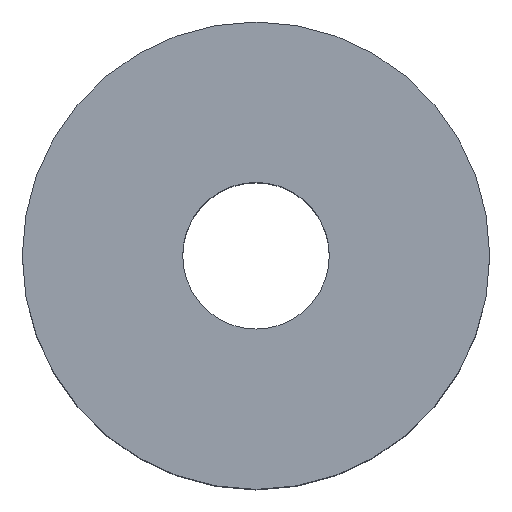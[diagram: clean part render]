
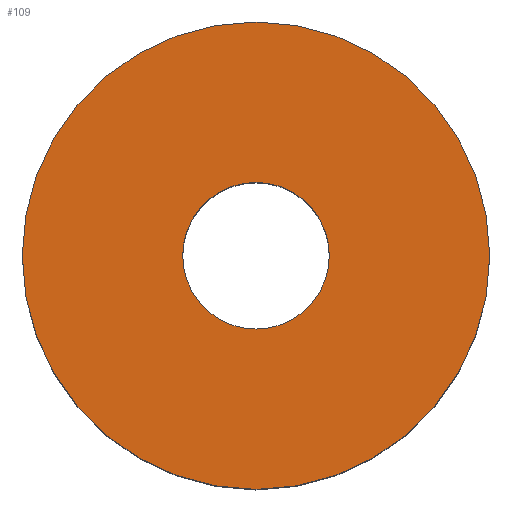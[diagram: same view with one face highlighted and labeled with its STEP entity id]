
A CAD part, top view. The second image highlights one B-rep face of the part: STEP entity #109.
In plain terms, the highlighted planar face has unit normal (0, 0, 1).
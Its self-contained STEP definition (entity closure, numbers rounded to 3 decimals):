
#28=FACE_BOUND('',#43,.T.);
#33=FACE_OUTER_BOUND('',#42,.T.);
#42=EDGE_LOOP('',(#85));
#43=EDGE_LOOP('',(#86));
#53=CIRCLE('',#142,5.65);
#54=CIRCLE('',#144,18.);
#61=VERTEX_POINT('',#199);
#62=VERTEX_POINT('',#203);
#70=EDGE_CURVE('',#61,#61,#53,.T.);
#71=EDGE_CURVE('',#62,#62,#54,.T.);
#85=ORIENTED_EDGE('',*,*,#71,.F.);
#86=ORIENTED_EDGE('',*,*,#70,.T.);
#104=PLANE('',#143);
#109=ADVANCED_FACE('',(#33,#28),#104,.T.);
#142=AXIS2_PLACEMENT_3D('',#201,#165,#166);
#143=AXIS2_PLACEMENT_3D('',#202,#167,#168);
#144=AXIS2_PLACEMENT_3D('',#204,#169,#170);
#165=DIRECTION('center_axis',(0.,0.,-1.));
#166=DIRECTION('ref_axis',(1.,0.,0.));
#167=DIRECTION('center_axis',(0.,0.,1.));
#168=DIRECTION('ref_axis',(1.,0.,0.));
#169=DIRECTION('center_axis',(0.,0.,-1.));
#170=DIRECTION('ref_axis',(1.,0.,0.));
#199=CARTESIAN_POINT('',(0.,-5.65,12.5));
#201=CARTESIAN_POINT('Origin',(0.,0.,12.5));
#202=CARTESIAN_POINT('Origin',(0.,18.,12.5));
#203=CARTESIAN_POINT('',(0.,-18.,12.5));
#204=CARTESIAN_POINT('Origin',(0.,0.,12.5));
